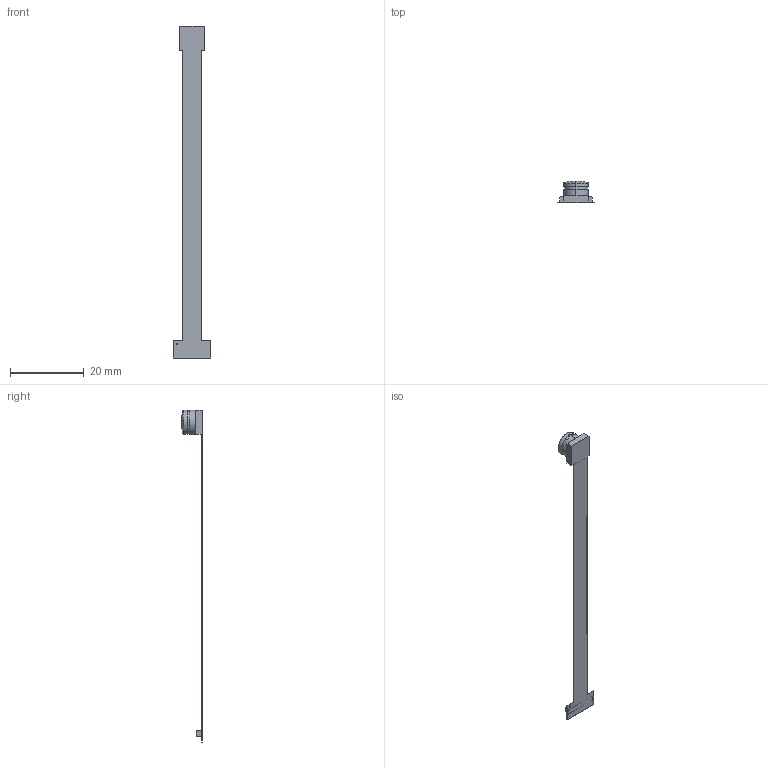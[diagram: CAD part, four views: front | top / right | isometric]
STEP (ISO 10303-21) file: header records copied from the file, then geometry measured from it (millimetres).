
FILE_DESCRIPTION (( 'STEP AP214' ), '1' );
FILE_NAME ('M0014 Tracking Camera.STEP', '2020-06-03T00:45:26', ( '' ), ( '' ), 'SwSTEP 2.0', 'SolidWorks 2019', '' );
FILE_SCHEMA (( 'AUTOMOTIVE_DESIGN' ));
Length unit declared in the file: millimetre
Products named in the file (1): M0014 Tracking Camera
Bounding box: 10.14 x 5.6 x 89.76 mm (x, y, z)
Volume: 266.7 mm3; surface area: 1154.4 mm2
Topology: 1 solids, 1 shells, 35 faces, 82 edges, 51 vertices
Faces by surface type: plane 25, cylinder 8, bspline 2
Entity records: 1076 total; most frequent: CARTESIAN_POINT 203, DIRECTION 164, ORIENTED_EDGE 160, EDGE_CURVE 80, LINE 60, VECTOR 60, AXIS2_PLACEMENT_3D 52, VERTEX_POINT 51
